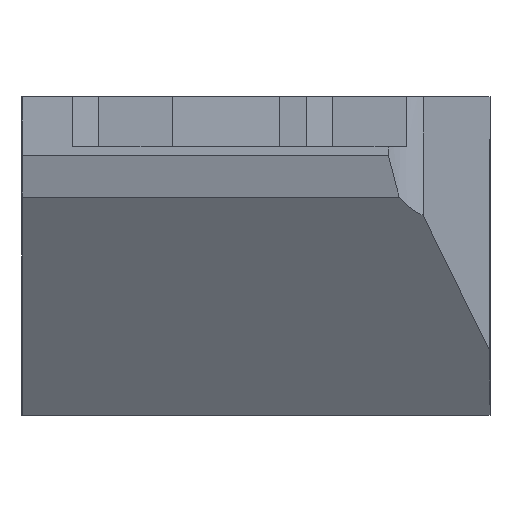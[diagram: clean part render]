
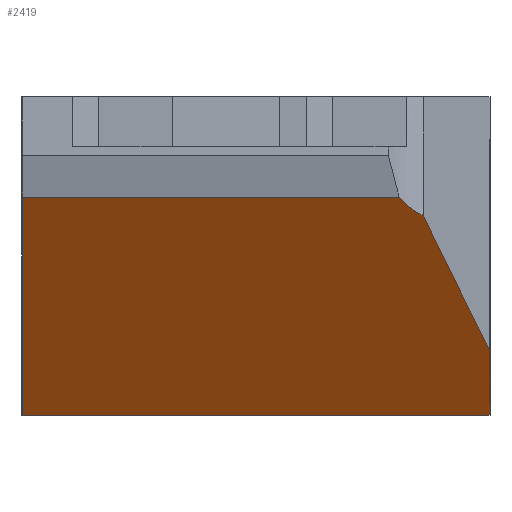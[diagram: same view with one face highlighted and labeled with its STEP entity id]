
A CAD part, left-side view. The second image highlights one B-rep face of the part: STEP entity #2419.
In plain terms, the highlighted planar face has unit normal (-0.819, 0, -0.574).
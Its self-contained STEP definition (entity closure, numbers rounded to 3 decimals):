
#53 = VECTOR ( 'NONE', #2447, 1000. ) ;
#66 = ORIENTED_EDGE ( 'NONE', *, *, #2575, .T. ) ;
#155 = CARTESIAN_POINT ( 'NONE',  ( -117.847, -14., -15.258 ) ) ;
#264 = EDGE_CURVE ( 'NONE', #2993, #1705, #768, .T. ) ;
#296 = ORIENTED_EDGE ( 'NONE', *, *, #3428, .F. ) ;
#466 = FACE_OUTER_BOUND ( 'NONE', #2747, .T. ) ;
#472 = VERTEX_POINT ( 'NONE', #657 ) ;
#657 = CARTESIAN_POINT ( 'NONE',  ( -115.192, -14., -19.05 ) ) ;
#673 = CARTESIAN_POINT ( 'NONE',  ( -118.419, 14., -14.442 ) ) ;
#768 = LINE ( 'NONE', #1371, #53 ) ;
#806 = EDGE_CURVE ( 'NONE', #1705, #472, #2565, .T. ) ;
#858 = CARTESIAN_POINT ( 'NONE',  ( -124.33, 179.633, -6. ) ) ;
#860 = CARTESIAN_POINT ( 'NONE',  ( -118.419, -14., -14.442 ) ) ;
#1097 = CARTESIAN_POINT ( 'NONE',  ( -123.56, -10., -7.1 ) ) ;
#1121 = LINE ( 'NONE', #1921, #1732 ) ;
#1151 = DIRECTION ( 'NONE',  ( 0., -1., 0. ) ) ;
#1360 = CARTESIAN_POINT ( 'NONE',  ( -124.33, 14., -6. ) ) ;
#1371 = CARTESIAN_POINT ( 'NONE',  ( -193.445, 38.934, 92.707 ) ) ;
#1388 = DIRECTION ( 'NONE',  ( 0.574, 0., -0.819 ) ) ;
#1403 = VERTEX_POINT ( 'NONE', #1360 ) ;
#1437 = VERTEX_POINT ( 'NONE', #2461 ) ;
#1498 = AXIS2_PLACEMENT_3D ( 'NONE', #2143, #1781, #1632 ) ;
#1586 = ORIENTED_EDGE ( 'NONE', *, *, #806, .F. ) ;
#1632 = DIRECTION ( 'NONE',  ( -0.574, 0., 0.819 ) ) ;
#1641 = EDGE_CURVE ( 'NONE', #1437, #1403, #1858, .T. ) ;
#1644 = VECTOR ( 'NONE', #2729, 1000. ) ;
#1705 = VERTEX_POINT ( 'NONE', #155 ) ;
#1724 = LINE ( 'NONE', #858, #1644 ) ;
#1732 = VECTOR ( 'NONE', #1151, 1000. ) ;
#1771 = ORIENTED_EDGE ( 'NONE', *, *, #1641, .F. ) ;
#1781 = DIRECTION ( 'NONE',  ( -0.819, 0., -0.574 ) ) ;
#1830 = VECTOR ( 'NONE', #1388, 1000. ) ;
#1858 = LINE ( 'NONE', #673, #3267 ) ;
#1921 = CARTESIAN_POINT ( 'NONE',  ( -115.192, 179.633, -19.05 ) ) ;
#1923 = VERTEX_POINT ( 'NONE', #3161 ) ;
#2129 = ORIENTED_EDGE ( 'NONE', *, *, #3061, .F. ) ;
#2143 = CARTESIAN_POINT ( 'NONE',  ( -124.33, 179.633, -6. ) ) ;
#2419 = ADVANCED_FACE ( 'NONE', ( #466 ), #2466, .T. ) ;
#2447 = DIRECTION ( 'NONE',  ( 0.532, -0.373, -0.76 ) ) ;
#2458 =( BOUNDED_CURVE ( )  B_SPLINE_CURVE ( 3, ( #3126, #2760, #2765, #3273 ),
 .UNSPECIFIED., .F., .F. ) 
 B_SPLINE_CURVE_WITH_KNOTS ( ( 4, 4 ),
 ( 5.591, 5.991 ),
 .UNSPECIFIED. ) 
 CURVE ( )  GEOMETRIC_REPRESENTATION_ITEM ( )  RATIONAL_B_SPLINE_CURVE ( ( 1., 0.987, 0.987, 1. ) ) 
 REPRESENTATION_ITEM ( '' )  );
#2461 = CARTESIAN_POINT ( 'NONE',  ( -115.192, 14., -19.05 ) ) ;
#2466 = PLANE ( 'NONE',  #1498 ) ;
#2565 = LINE ( 'NONE', #860, #1830 ) ;
#2575 = EDGE_CURVE ( 'NONE', #1437, #472, #1121, .T. ) ;
#2729 = DIRECTION ( 'NONE',  ( 0., -1., 0. ) ) ;
#2747 = EDGE_LOOP ( 'NONE', ( #1771, #66, #1586, #3231, #296, #2129 ) ) ;
#2760 = CARTESIAN_POINT ( 'NONE',  ( -123.979, -8.987, -6.502 ) ) ;
#2765 = CARTESIAN_POINT ( 'NONE',  ( -123.718, -9.473, -6.874 ) ) ;
#2784 = DIRECTION ( 'NONE',  ( -0.574, 0., 0.819 ) ) ;
#2993 = VERTEX_POINT ( 'NONE', #1097 ) ;
#3061 = EDGE_CURVE ( 'NONE', #1403, #1923, #1724, .T. ) ;
#3126 = CARTESIAN_POINT ( 'NONE',  ( -124.33, -8.563, -6. ) ) ;
#3161 = CARTESIAN_POINT ( 'NONE',  ( -124.33, -8.563, -6. ) ) ;
#3231 = ORIENTED_EDGE ( 'NONE', *, *, #264, .F. ) ;
#3267 = VECTOR ( 'NONE', #2784, 1000. ) ;
#3273 = CARTESIAN_POINT ( 'NONE',  ( -123.56, -10., -7.1 ) ) ;
#3428 = EDGE_CURVE ( 'NONE', #1923, #2993, #2458, .T. ) ;
